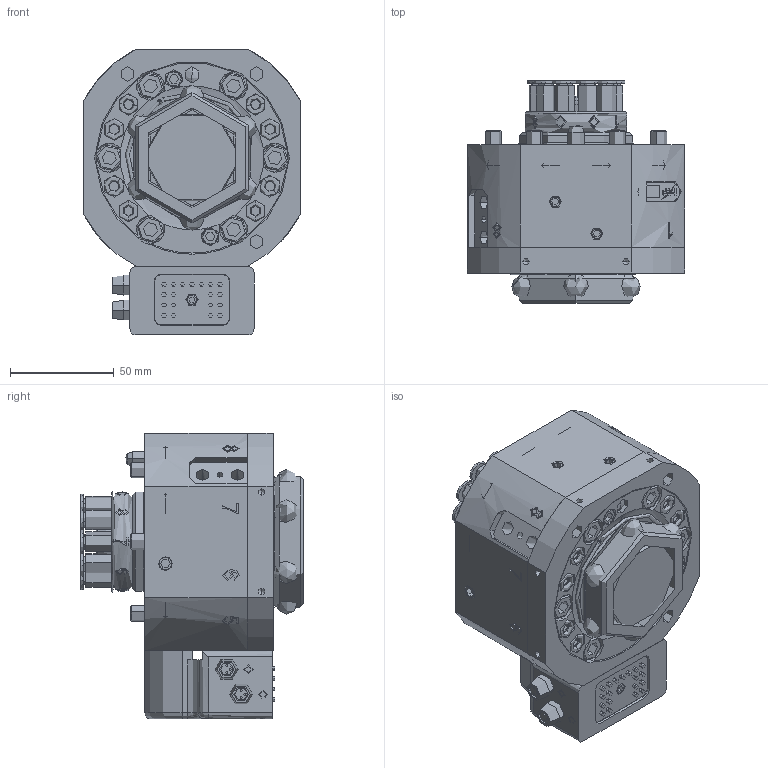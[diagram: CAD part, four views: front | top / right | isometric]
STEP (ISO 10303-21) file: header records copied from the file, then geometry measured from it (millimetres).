
FILE_DESCRIPTION (( 'STEP AP214' ), '1' );
FILE_NAME ('P1337.STEP', '2021-10-14T06:54:13', ( '' ), ( '' ), 'SwSTEP 2.0', 'SolidWorks 2019', '' );
FILE_SCHEMA (( 'AUTOMOTIVE_DESIGN' ));
Length unit declared in the file: millimetre
Products named in the file (1): P1337
Bounding box: 105 x 107.4 x 138 mm (x, y, z)
Topology: 0 solids, 103 shells, 2980 faces, 7007 edges, 4399 vertices
Faces by surface type: cylinder 1106, plane 895, cone 450, bspline 313, torus 166, sphere 50
Entity records: 146583 total; most frequent: CARTESIAN_POINT 45647, DIRECTION 14044, ORIENTED_EDGE 13614, EDGE_CURVE 6835, AXIS2_PLACEMENT_3D 5565, VERTEX_POINT 4344, EDGE_LOOP 3479, UNCERTAINTY_MEASURE_WITH_UNIT 3082
